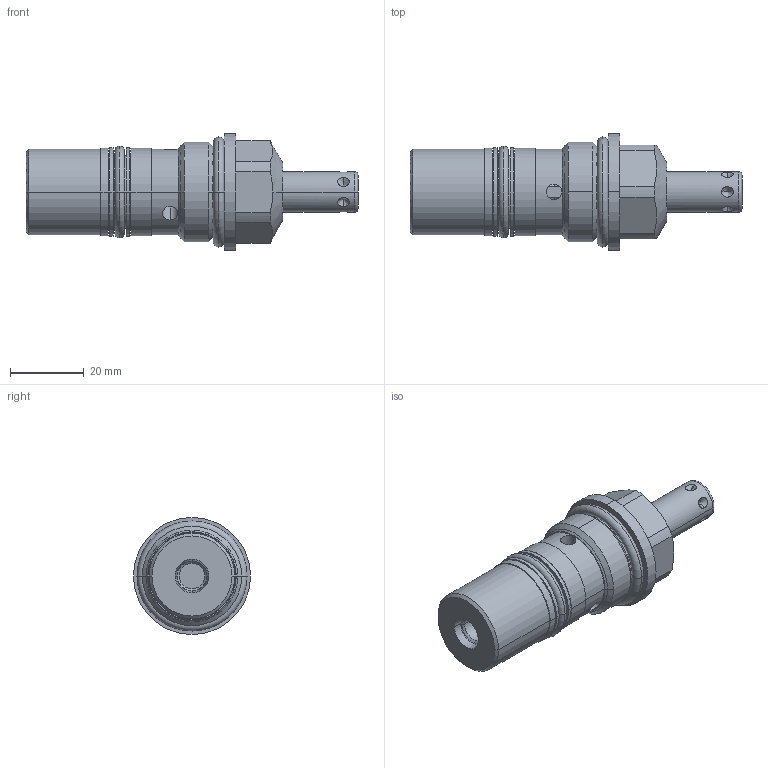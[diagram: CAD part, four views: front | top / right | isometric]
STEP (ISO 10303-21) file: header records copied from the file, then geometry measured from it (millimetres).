
FILE_DESCRIPTION((''),'2;1');
FILE_NAME('ILC14120501R','2013-04-08T',('jdw'),(''),'PRO/ENGINEER BY PARAMETRIC TECHNOLOGY CORPORATION, 2007460','PRO/ENGINEER BY PARAMETRIC TECHNOLOGY CORPORATION, 2007460','');
FILE_SCHEMA(('AUTOMOTIVE_DESIGN_CC2 { 1 2 10303 214 -1 1 5 2 }'));
Length unit declared in the file: inch
Products named in the file (1): ILC14120501R
Bounding box: 90.12 x 31.75 x 31.75 mm (x, y, z)
Volume: 34465.7 mm3; surface area: 11722.6 mm2
Topology: 3 solids, 6 shells, 110 faces, 265 edges, 162 vertices
Faces by surface type: cylinder 48, cone 26, plane 26, torus 10
Entity records: 4754 total; most frequent: CARTESIAN_POINT 961, DIRECTION 571, ORIENTED_EDGE 490, PRESENTATION_STYLE_ASSIGNMENT 286, STYLED_ITEM 257, CURVE_STYLE 251, EDGE_CURVE 251, AXIS2_PLACEMENT_3D 241
